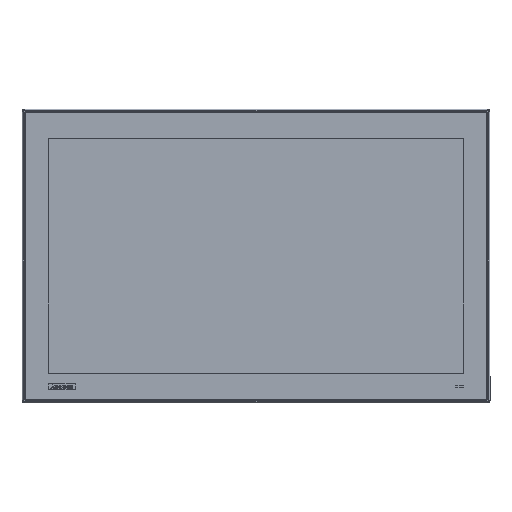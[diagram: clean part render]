
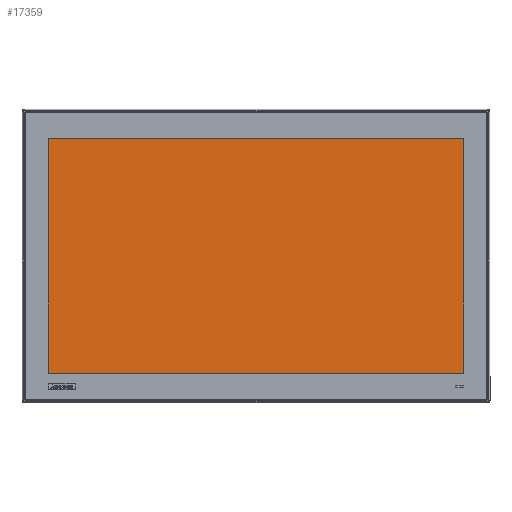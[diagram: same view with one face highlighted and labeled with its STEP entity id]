
A CAD part, top view. The second image highlights one B-rep face of the part: STEP entity #17359.
In plain terms, the highlighted planar face has unit normal (0, 0, 1).
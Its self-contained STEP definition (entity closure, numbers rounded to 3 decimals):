
#1945 = ORIENTED_EDGE ( 'NONE', *, *, #65944, .T. ) ;
#5910 = CARTESIAN_POINT ( 'NONE',  ( -264.279, 171.52, 570.29 ) ) ;
#7415 = DIRECTION ( 'NONE',  ( 1., 0., 0. ) ) ;
#9142 = CARTESIAN_POINT ( 'NONE',  ( -278.839, -158.93, 570.29 ) ) ;
#13065 = AXIS2_PLACEMENT_3D ( 'NONE', #9142, #87408, #7415 ) ;
#14911 = VERTEX_POINT ( 'NONE', #66270 ) ;
#15175 = CARTESIAN_POINT ( 'NONE',  ( 264.321, -126.51, 570.29 ) ) ;
#17359 = ADVANCED_FACE ( 'NONE', ( #61183 ), #89135, .T. ) ;
#18835 = ORIENTED_EDGE ( 'NONE', *, *, #113675, .T. ) ;
#19605 = VECTOR ( 'NONE', #23488, 1000. ) ;
#20753 = DIRECTION ( 'NONE',  ( -1., 0., 0. ) ) ;
#22144 = LINE ( 'NONE', #31462, #50677 ) ;
#23488 = DIRECTION ( 'NONE',  ( 0., -1., 0. ) ) ;
#30689 = LINE ( 'NONE', #65734, #49588 ) ;
#31462 = CARTESIAN_POINT ( 'NONE',  ( -264.279, -126.48, 570.29 ) ) ;
#32654 = CARTESIAN_POINT ( 'NONE',  ( -264.279, 171.52, 570.29 ) ) ;
#42449 = CARTESIAN_POINT ( 'NONE',  ( -264.279, -126.48, 570.29 ) ) ;
#49588 = VECTOR ( 'NONE', #20753, 1000. ) ;
#50677 = VECTOR ( 'NONE', #75848, 1000. ) ;
#51425 = EDGE_LOOP ( 'NONE', ( #18835, #90992, #70137, #1945 ) ) ;
#52461 = VECTOR ( 'NONE', #59586, 1000. ) ;
#59019 = LINE ( 'NONE', #15175, #52461 ) ;
#59292 = CARTESIAN_POINT ( 'NONE',  ( 264.321, -126.48, 570.29 ) ) ;
#59586 = DIRECTION ( 'NONE',  ( 0., 1., 0. ) ) ;
#61183 = FACE_OUTER_BOUND ( 'NONE', #51425, .T. ) ;
#65734 = CARTESIAN_POINT ( 'NONE',  ( 264.321, 171.52, 570.29 ) ) ;
#65944 = EDGE_CURVE ( 'NONE', #96647, #75870, #22144, .T. ) ;
#66270 = CARTESIAN_POINT ( 'NONE',  ( 264.321, 171.52, 570.29 ) ) ;
#70137 = ORIENTED_EDGE ( 'NONE', *, *, #72440, .T. ) ;
#72440 = EDGE_CURVE ( 'NONE', #77029, #96647, #95247, .T. ) ;
#75848 = DIRECTION ( 'NONE',  ( 1., 0., 0. ) ) ;
#75870 = VERTEX_POINT ( 'NONE', #59292 ) ;
#77029 = VERTEX_POINT ( 'NONE', #32654 ) ;
#87408 = DIRECTION ( 'NONE',  ( 0., 0., 1. ) ) ;
#89135 = PLANE ( 'NONE',  #13065 ) ;
#90992 = ORIENTED_EDGE ( 'NONE', *, *, #104968, .T. ) ;
#95247 = LINE ( 'NONE', #5910, #19605 ) ;
#96647 = VERTEX_POINT ( 'NONE', #42449 ) ;
#104968 = EDGE_CURVE ( 'NONE', #14911, #77029, #30689, .T. ) ;
#113675 = EDGE_CURVE ( 'NONE', #75870, #14911, #59019, .T. ) ;
